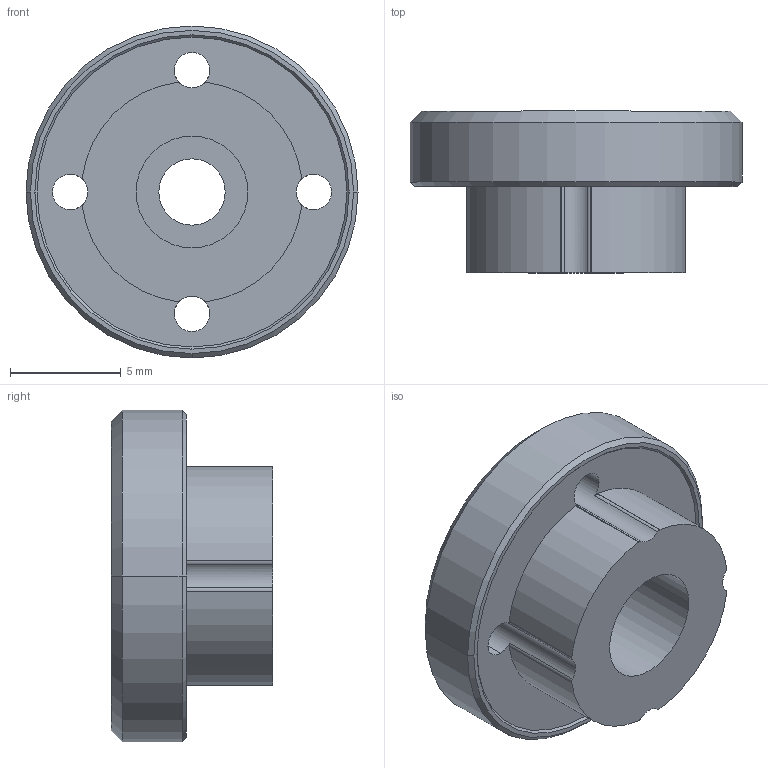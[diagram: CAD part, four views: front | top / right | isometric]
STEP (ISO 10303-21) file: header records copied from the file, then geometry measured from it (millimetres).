
FILE_DESCRIPTION (( 'STEP AP203' ), '1' );
FILE_NAME ('华馨京 10-15kg舵机系列副舵', '2025-06-20T08:00:54', ( 'Windows 用' ), ( '' ), 'SwSTEP 2.0', 'SolidWorks 2021', '' );
FILE_SCHEMA (( 'CONFIG_CONTROL_DESIGN' ));
Length unit declared in the file: millimetre
Products named in the file (1): 华馨京 10-15kg舵机系列副舵盘-3DD_±___ì-3DD__à___¨_-3D
Bounding box: 15 x 7.3 x 15 mm (x, y, z)
Volume: 753 mm3; surface area: 751 mm2
Topology: 1 solids, 1 shells, 44 faces, 123 edges, 80 vertices
Faces by surface type: cylinder 28, cone 11, plane 5
Entity records: 1556 total; most frequent: DIRECTION 293, CARTESIAN_POINT 248, ORIENTED_EDGE 246, AXIS2_PLACEMENT_3D 125, EDGE_CURVE 123, VERTEX_POINT 80, CIRCLE 80, EDGE_LOOP 53
